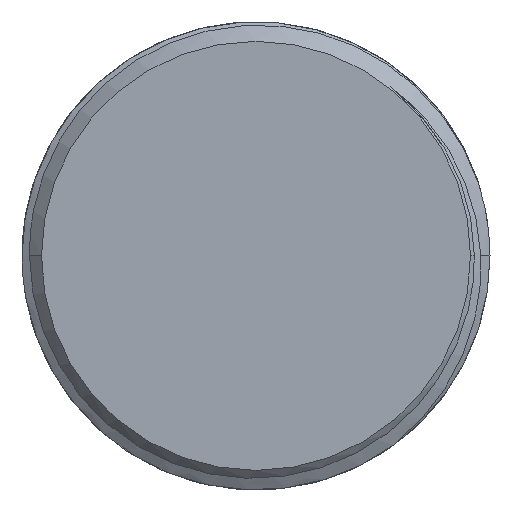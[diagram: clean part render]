
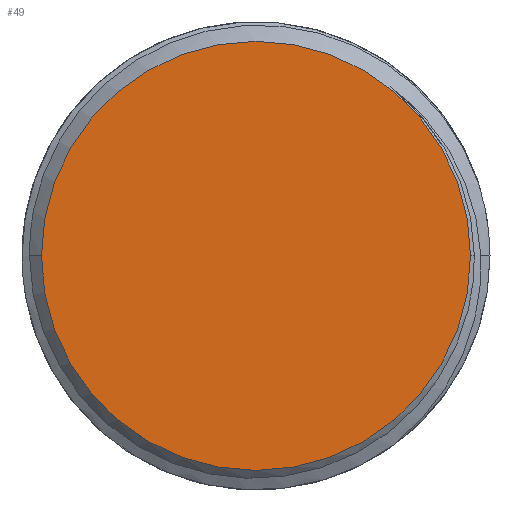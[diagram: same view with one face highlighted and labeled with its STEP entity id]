
A CAD part, front view. The second image highlights one B-rep face of the part: STEP entity #49.
In plain terms, the highlighted planar face has unit normal (0, -1, 0).
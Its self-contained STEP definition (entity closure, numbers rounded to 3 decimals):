
#49=ADVANCED_FACE('',(#87),#88,.T.);
#87=FACE_OUTER_BOUND('',#155,.T.);
#88=PLANE('',#156);
#155=EDGE_LOOP('',(#1312,#1313));
#156=AXIS2_PLACEMENT_3D('',#1314,#1315,#1316);
#1312=ORIENTED_EDGE('',*,*,#1560,.T.);
#1313=ORIENTED_EDGE('',*,*,#1561,.F.);
#1314=CARTESIAN_POINT('',(0.0,0.0,0.0));
#1315=DIRECTION('',(0.0,-1.0,0.0));
#1316=DIRECTION('',(0.0,0.0,-1.0));
#1560=EDGE_CURVE('',#1657,#1658,#1659,.T.);
#1561=EDGE_CURVE('',#1657,#1658,#1660,.T.);
#1657=VERTEX_POINT('',#1929);
#1658=VERTEX_POINT('',#1930);
#1659=CIRCLE('',#1931,8.25);
#1660=CIRCLE('',#1932,8.25);
#1929=CARTESIAN_POINT('',(8.25,0.0,0.0));
#1930=CARTESIAN_POINT('',(-8.25,0.0,0.0));
#1931=AXIS2_PLACEMENT_3D('',#3187,#3188,#3189);
#1932=AXIS2_PLACEMENT_3D('',#3190,#3191,#3192);
#3187=CARTESIAN_POINT('',(0.0,0.0,0.0));
#3188=DIRECTION('',(0.0,-1.0,0.0));
#3189=DIRECTION('',(1.0,0.0,0.0));
#3190=CARTESIAN_POINT('',(0.0,0.0,0.0));
#3191=DIRECTION('',(-0.0,1.0,0.0));
#3192=DIRECTION('',(1.0,0.0,0.0));
